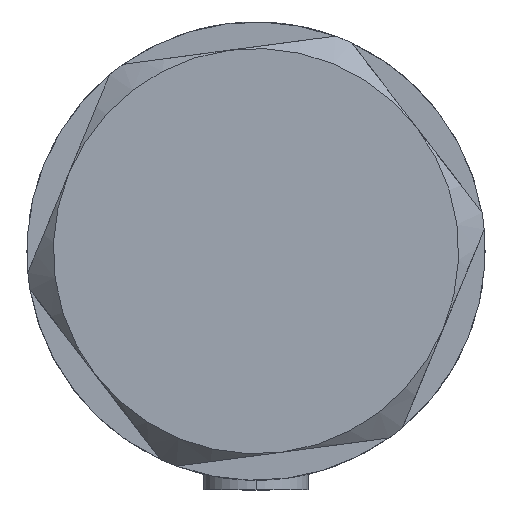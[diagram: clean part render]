
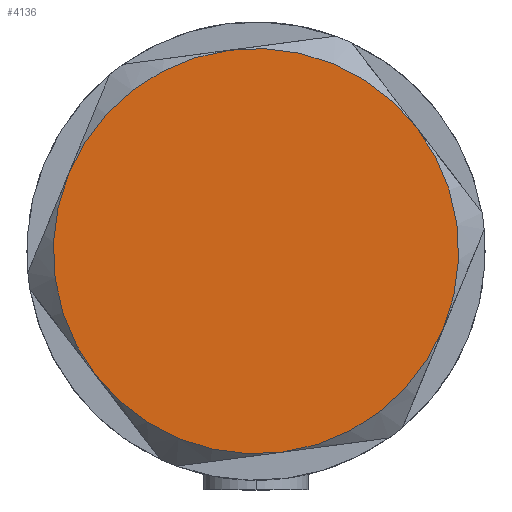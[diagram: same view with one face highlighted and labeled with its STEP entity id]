
A CAD part, left-side view. The second image highlights one B-rep face of the part: STEP entity #4136.
In plain terms, the highlighted face is planar.
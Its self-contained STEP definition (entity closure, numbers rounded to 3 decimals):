
#33 = ORIENTED_EDGE ( 'NONE', *, *, #4899, .T. ) ;
#127 = VERTEX_POINT ( 'NONE', #656 ) ;
#251 = DIRECTION ( 'NONE',  ( 1., 0., 0. ) ) ;
#377 = CARTESIAN_POINT ( 'NONE',  ( 0., 0., 7. ) ) ;
#383 = CARTESIAN_POINT ( 'NONE',  ( -11.5, 19.919, 7. ) ) ;
#475 = CARTESIAN_POINT ( 'NONE',  ( -23., 0., 7. ) ) ;
#546 = DIRECTION ( 'NONE',  ( 1., 0., 0. ) ) ;
#656 = CARTESIAN_POINT ( 'NONE',  ( 23., 0., 7. ) ) ;
#728 = CIRCLE ( 'NONE', #4167, 23. ) ;
#893 = CIRCLE ( 'NONE', #2094, 23. ) ;
#1211 = VERTEX_POINT ( 'NONE', #475 ) ;
#1214 = CARTESIAN_POINT ( 'NONE',  ( -11.5, -19.919, 7. ) ) ;
#1248 = CARTESIAN_POINT ( 'NONE',  ( 0., 0., 7. ) ) ;
#1396 = DIRECTION ( 'NONE',  ( 0., 0., 1. ) ) ;
#1446 = CIRCLE ( 'NONE', #1633, 23. ) ;
#1555 = EDGE_CURVE ( 'NONE', #1211, #3370, #1446, .T. ) ;
#1575 = DIRECTION ( 'NONE',  ( 1., 0., 0. ) ) ;
#1584 = VERTEX_POINT ( 'NONE', #383 ) ;
#1633 = AXIS2_PLACEMENT_3D ( 'NONE', #1248, #2860, #1575 ) ;
#1683 = CIRCLE ( 'NONE', #2351, 23. ) ;
#1771 = EDGE_CURVE ( 'NONE', #127, #5023, #4889, .T. ) ;
#1899 = ORIENTED_EDGE ( 'NONE', *, *, #1555, .T. ) ;
#1950 = CARTESIAN_POINT ( 'NONE',  ( 11.5, 19.919, 7. ) ) ;
#1983 = DIRECTION ( 'NONE',  ( 1., 0., 0. ) ) ;
#2071 = EDGE_LOOP ( 'NONE', ( #2443, #3046, #2090, #2730, #1899, #33 ) ) ;
#2090 = ORIENTED_EDGE ( 'NONE', *, *, #3449, .T. ) ;
#2094 = AXIS2_PLACEMENT_3D ( 'NONE', #3578, #3496, #251 ) ;
#2351 = AXIS2_PLACEMENT_3D ( 'NONE', #4991, #1396, #546 ) ;
#2392 = DIRECTION ( 'NONE',  ( 1., 0., 0. ) ) ;
#2443 = ORIENTED_EDGE ( 'NONE', *, *, #2882, .T. ) ;
#2501 = CIRCLE ( 'NONE', #5095, 23. ) ;
#2554 = CARTESIAN_POINT ( 'NONE',  ( 0., 0., 7. ) ) ;
#2622 = AXIS2_PLACEMENT_3D ( 'NONE', #3019, #4242, #1983 ) ;
#2730 = ORIENTED_EDGE ( 'NONE', *, *, #3304, .T. ) ;
#2779 = DIRECTION ( 'NONE',  ( 0., 0., 1. ) ) ;
#2860 = DIRECTION ( 'NONE',  ( 0., 0., 1. ) ) ;
#2882 = EDGE_CURVE ( 'NONE', #4554, #127, #893, .T. ) ;
#2908 = DIRECTION ( 'NONE',  ( 0., 0., 1. ) ) ;
#2943 = FACE_OUTER_BOUND ( 'NONE', #2071, .T. ) ;
#3019 = CARTESIAN_POINT ( 'NONE',  ( 0., 0., 7. ) ) ;
#3046 = ORIENTED_EDGE ( 'NONE', *, *, #1771, .T. ) ;
#3304 = EDGE_CURVE ( 'NONE', #1584, #1211, #728, .T. ) ;
#3370 = VERTEX_POINT ( 'NONE', #1214 ) ;
#3378 = DIRECTION ( 'NONE',  ( 0., 0., 1. ) ) ;
#3449 = EDGE_CURVE ( 'NONE', #5023, #1584, #2501, .T. ) ;
#3496 = DIRECTION ( 'NONE',  ( 0., 0., 1. ) ) ;
#3578 = CARTESIAN_POINT ( 'NONE',  ( 0., 0., 7. ) ) ;
#3773 = AXIS2_PLACEMENT_3D ( 'NONE', #2554, #3378, #2392 ) ;
#3932 = DIRECTION ( 'NONE',  ( 1., 0., 0. ) ) ;
#4136 = ADVANCED_FACE ( 'NONE', ( #2943 ), #4546, .T. ) ;
#4167 = AXIS2_PLACEMENT_3D ( 'NONE', #4901, #2908, #4512 ) ;
#4242 = DIRECTION ( 'NONE',  ( 0., 0., 1. ) ) ;
#4269 = CARTESIAN_POINT ( 'NONE',  ( 11.5, -19.919, 7. ) ) ;
#4512 = DIRECTION ( 'NONE',  ( 1., 0., 0. ) ) ;
#4546 = PLANE ( 'NONE',  #3773 ) ;
#4554 = VERTEX_POINT ( 'NONE', #4269 ) ;
#4889 = CIRCLE ( 'NONE', #2622, 23. ) ;
#4899 = EDGE_CURVE ( 'NONE', #3370, #4554, #1683, .T. ) ;
#4901 = CARTESIAN_POINT ( 'NONE',  ( 0., 0., 7. ) ) ;
#4991 = CARTESIAN_POINT ( 'NONE',  ( 0., 0., 7. ) ) ;
#5023 = VERTEX_POINT ( 'NONE', #1950 ) ;
#5095 = AXIS2_PLACEMENT_3D ( 'NONE', #377, #2779, #3932 ) ;
